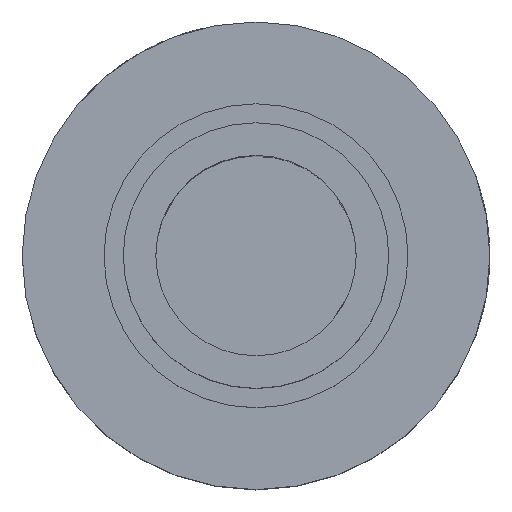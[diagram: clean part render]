
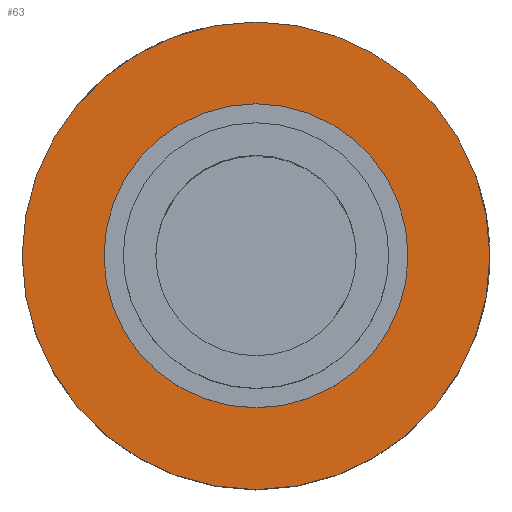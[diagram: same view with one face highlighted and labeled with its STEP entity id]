
A CAD part, top view. The second image highlights one B-rep face of the part: STEP entity #63.
In plain terms, the highlighted planar face has unit normal (0, 0, 1).
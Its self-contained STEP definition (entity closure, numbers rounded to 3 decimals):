
#27=CARTESIAN_POINT('',(0.,0.,34.5));
#28=DIRECTION('',(0.,0.,1.));
#29=DIRECTION('',(-1.,0.,0.));
#30=AXIS2_PLACEMENT_3D('',#27,#28,#29);
#31=PLANE('',#30);
#32=CARTESIAN_POINT('',(7.,-0.,34.5));
#33=VERTEX_POINT('',#32);
#34=CARTESIAN_POINT('',(-7.,0.,34.5));
#35=VERTEX_POINT('',#34);
#36=CARTESIAN_POINT('',(0.,0.,34.5));
#37=DIRECTION('',(0.,0.,1.));
#38=DIRECTION('',(1.,0.,-0.));
#39=AXIS2_PLACEMENT_3D('',#36,#37,#38);
#40=CIRCLE('',#39,7.);
#41=EDGE_CURVE('',#33,#35,#40,.T.);
#42=ORIENTED_EDGE('',*,*,#41,.T.);
#43=CARTESIAN_POINT('',(0.,0.,34.5));
#44=DIRECTION('',(0.,0.,1.));
#45=DIRECTION('',(1.,0.,-0.));
#46=AXIS2_PLACEMENT_3D('',#43,#44,#45);
#47=CIRCLE('',#46,7.);
#48=EDGE_CURVE('',#35,#33,#47,.T.);
#49=ORIENTED_EDGE('',*,*,#48,.T.);
#50=EDGE_LOOP('',(#42,#49));
#51=FACE_BOUND('',#50,.T.);
#52=CARTESIAN_POINT('',(4.55,-0.,34.5));
#53=VERTEX_POINT('',#52);
#54=CARTESIAN_POINT('',(0.,0.,34.5));
#55=DIRECTION('',(0.,0.,1.));
#56=DIRECTION('',(1.,0.,-0.));
#57=AXIS2_PLACEMENT_3D('',#54,#55,#56);
#58=CIRCLE('',#57,4.55);
#59=EDGE_CURVE('',#53,#53,#58,.T.);
#60=ORIENTED_EDGE('',*,*,#59,.F.);
#61=EDGE_LOOP('',(#60));
#62=FACE_BOUND('',#61,.T.);
#63=ADVANCED_FACE('',(#51,#62),#31,.T.);
